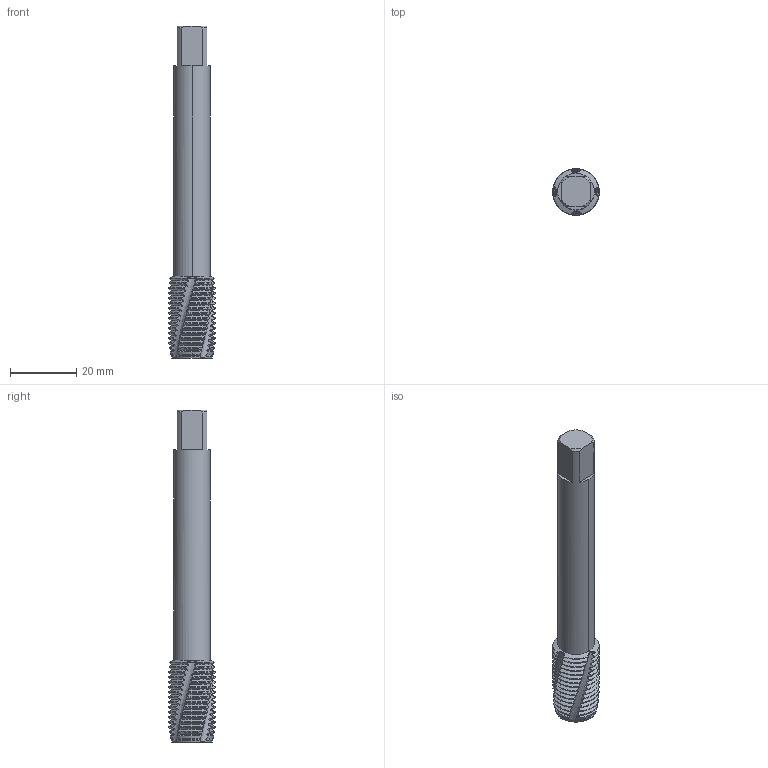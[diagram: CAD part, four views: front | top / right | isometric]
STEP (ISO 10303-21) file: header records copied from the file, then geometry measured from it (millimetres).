
FILE_DESCRIPTION(('no description'),'unknown implementation level');
FILE_NAME('solid9XsBMg35CysVkEEzTOR0HR2Xmu8_1.STP',' ',('CIM GmbH Aachen'),('CADClick - KiM GmbH - www.kimweb.de'),'unknown preprocess','ACIS','unknown authorization');
FILE_SCHEMA(('automotive_design'));
Length unit declared in the file: millimetre
Products named in the file (2): 1; 2
Bounding box: 14 x 14 x 100 mm (x, y, z)
Volume: 10092 mm3; surface area: 6152.1 mm2
Topology: 2 solids, 2 shells, 421 faces, 1197 edges, 780 vertices
Faces by surface type: cone 210, cylinder 182, plane 17, bspline 8, revolution 4
Entity records: 33038 total; most frequent: CARTESIAN_POINT 9545, STYLED_ITEM 2400, PRESENTATION_STYLE_ASSIGNMENT 2400, COLOUR_RGB 2400, ORIENTED_EDGE 2394, DIRECTION 1907, EDGE_CURVE 1197, CURVE_STYLE 1197
